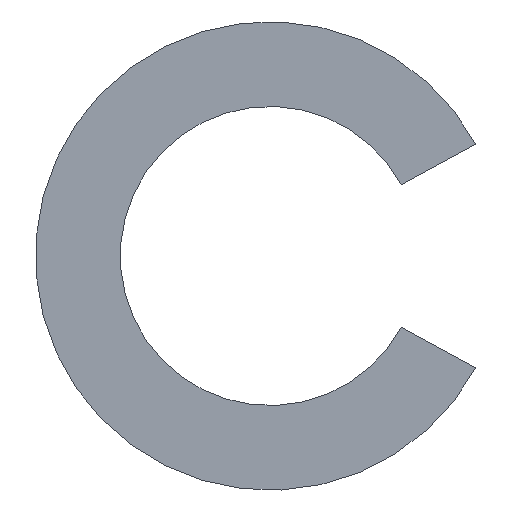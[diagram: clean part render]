
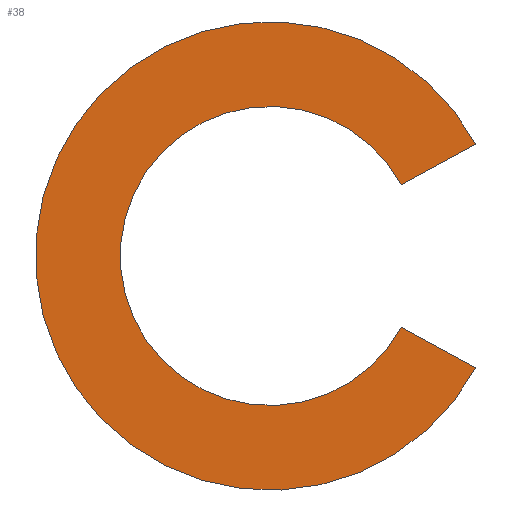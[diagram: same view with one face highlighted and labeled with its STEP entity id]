
A CAD part, front view. The second image highlights one B-rep face of the part: STEP entity #38.
In plain terms, the highlighted planar face has unit normal (0, -1, 0).
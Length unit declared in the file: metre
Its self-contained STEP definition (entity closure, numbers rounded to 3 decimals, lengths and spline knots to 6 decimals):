
#38 = ADVANCED_FACE( '', ( #71 ), #72, .F. );
#71 = FACE_OUTER_BOUND( '', #96, .T. );
#72 = PLANE( '', #97 );
#96 = EDGE_LOOP( '', ( #135, #136, #137, #138 ) );
#97 = AXIS2_PLACEMENT_3D( '', #139, #140, #141 );
#135 = ORIENTED_EDGE( '', *, *, #152, .T. );
#136 = ORIENTED_EDGE( '', *, *, #158, .T. );
#137 = ORIENTED_EDGE( '', *, *, #166, .T. );
#138 = ORIENTED_EDGE( '', *, *, #163, .F. );
#139 = CARTESIAN_POINT( '', ( 0., -0.005, 0. ) );
#140 = DIRECTION( '', ( 0., 1., 0. ) );
#141 = DIRECTION( '', ( 0., 0., 1. ) );
#152 = EDGE_CURVE( '', #172, #170, #173, .T. );
#158 = EDGE_CURVE( '', #170, #180, #182, .T. );
#163 = EDGE_CURVE( '', #172, #188, #189, .T. );
#166 = EDGE_CURVE( '', #180, #188, #192, .T. );
#170 = VERTEX_POINT( '', #196 );
#172 = VERTEX_POINT( '', #199 );
#173 = LINE( '', #200, #201 );
#180 = VERTEX_POINT( '', #210 );
#182 = CIRCLE( '', #213, 0.015 );
#188 = VERTEX_POINT( '', #220 );
#189 = CIRCLE( '', #221, 0.0235 );
#192 = LINE( '', #225, #226 );
#196 = CARTESIAN_POINT( '', ( 0.013182, -0.005, -0.007157 ) );
#199 = CARTESIAN_POINT( '', ( 0.020652, -0.005, -0.011213 ) );
#200 = CARTESIAN_POINT( '', ( 0.047, -0.005, -0.025519 ) );
#201 = VECTOR( '', #229, 1. );
#210 = CARTESIAN_POINT( '', ( 0.013182, -0.005, 0.007157 ) );
#213 = AXIS2_PLACEMENT_3D( '', #236, #237, #238 );
#220 = CARTESIAN_POINT( '', ( 0.020652, -0.005, 0.011213 ) );
#221 = AXIS2_PLACEMENT_3D( '', #243, #244, #245 );
#225 = CARTESIAN_POINT( '', ( 0., -0.005, 0. ) );
#226 = VECTOR( '', #247, 1. );
#229 = DIRECTION( '', ( -0.879, 0., 0.477 ) );
#236 = CARTESIAN_POINT( '', ( 0., -0.005, 0. ) );
#237 = DIRECTION( '', ( 0., 1., 0. ) );
#238 = DIRECTION( '', ( 1., 0., 0. ) );
#243 = CARTESIAN_POINT( '', ( 0., -0.005, 0. ) );
#244 = DIRECTION( '', ( 0., 1., 0. ) );
#245 = DIRECTION( '', ( 1., 0., 0. ) );
#247 = DIRECTION( '', ( 0.879, 0., 0.477 ) );
